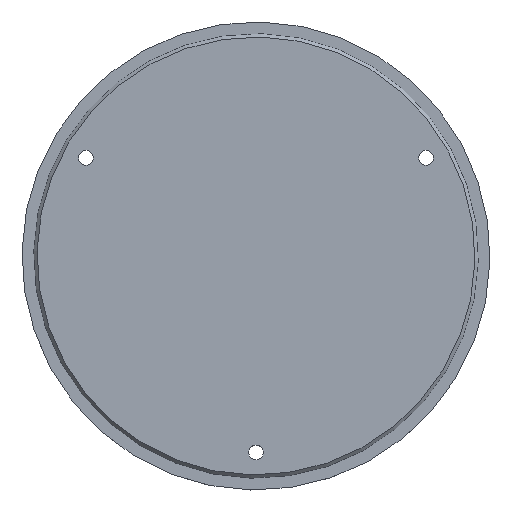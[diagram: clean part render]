
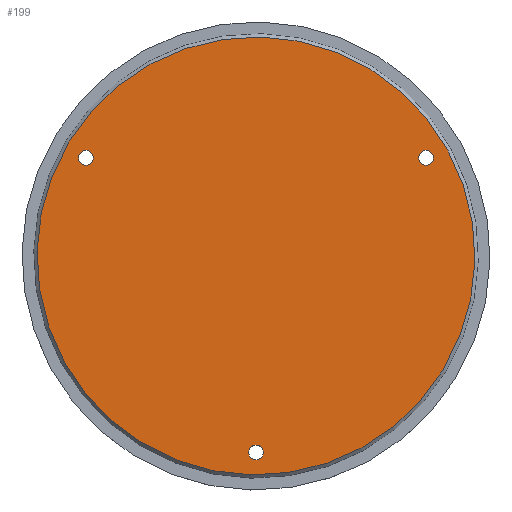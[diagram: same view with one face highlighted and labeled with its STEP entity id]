
A CAD part, top view. The second image highlights one B-rep face of the part: STEP entity #199.
In plain terms, the highlighted planar face has unit normal (0, 0, 1).
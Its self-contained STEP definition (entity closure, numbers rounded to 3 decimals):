
#98=CARTESIAN_POINT('Axis2P3D Location',(0.,-60.,8.5)) ;
#102=CARTESIAN_POINT('Vertex',(2.25,-60.,8.5)) ;
#104=CARTESIAN_POINT('Vertex',(-2.25,-60.,8.5)) ;
#124=CARTESIAN_POINT('Axis2P3D Location',(0.,-60.,8.5)) ;
#136=CARTESIAN_POINT('Axis2P3D Location',(0.,66.9,8.5)) ;
#141=CARTESIAN_POINT('Axis2P3D Location',(0.,0.,8.5)) ;
#145=CARTESIAN_POINT('Vertex',(32.074,-58.71,8.5)) ;
#147=CARTESIAN_POINT('Vertex',(-32.074,58.71,8.5)) ;
#150=CARTESIAN_POINT('Axis2P3D Location',(0.,0.,8.5)) ;
#163=CARTESIAN_POINT('Axis2P3D Location',(51.962,30.,8.5)) ;
#167=CARTESIAN_POINT('Vertex',(50.837,31.949,8.5)) ;
#169=CARTESIAN_POINT('Vertex',(53.087,28.051,8.5)) ;
#172=CARTESIAN_POINT('Axis2P3D Location',(51.962,30.,8.5)) ;
#181=CARTESIAN_POINT('Axis2P3D Location',(-51.962,30.,8.5)) ;
#185=CARTESIAN_POINT('Vertex',(-53.087,28.051,8.5)) ;
#187=CARTESIAN_POINT('Vertex',(-50.837,31.949,8.5)) ;
#190=CARTESIAN_POINT('Axis2P3D Location',(-51.962,30.,8.5)) ;
#99=DIRECTION('Axis2P3D Direction',(0.,-0.,1.)) ;
#125=DIRECTION('Axis2P3D Direction',(0.,-0.,1.)) ;
#137=DIRECTION('Axis2P3D Direction',(0.,0.,1.)) ;
#138=DIRECTION('Axis2P3D XDirection',(1.,0.,0.)) ;
#142=DIRECTION('Axis2P3D Direction',(0.,0.,1.)) ;
#151=DIRECTION('Axis2P3D Direction',(0.,0.,1.)) ;
#164=DIRECTION('Axis2P3D Direction',(0.,0.,1.)) ;
#173=DIRECTION('Axis2P3D Direction',(0.,0.,1.)) ;
#182=DIRECTION('Axis2P3D Direction',(0.,0.,1.)) ;
#191=DIRECTION('Axis2P3D Direction',(0.,0.,1.)) ;
#100=AXIS2_PLACEMENT_3D('Circle Axis2P3D',#98,#99,$) ;
#126=AXIS2_PLACEMENT_3D('Circle Axis2P3D',#124,#125,$) ;
#139=AXIS2_PLACEMENT_3D('Plane Axis2P3D',#136,#137,#138) ;
#143=AXIS2_PLACEMENT_3D('Circle Axis2P3D',#141,#142,$) ;
#152=AXIS2_PLACEMENT_3D('Circle Axis2P3D',#150,#151,$) ;
#165=AXIS2_PLACEMENT_3D('Circle Axis2P3D',#163,#164,$) ;
#174=AXIS2_PLACEMENT_3D('Circle Axis2P3D',#172,#173,$) ;
#183=AXIS2_PLACEMENT_3D('Circle Axis2P3D',#181,#182,$) ;
#192=AXIS2_PLACEMENT_3D('Circle Axis2P3D',#190,#191,$) ;
#156=ORIENTED_EDGE('',*,*,#149,.T.) ;
#157=ORIENTED_EDGE('',*,*,#154,.T.) ;
#160=ORIENTED_EDGE('',*,*,#106,.F.) ;
#161=ORIENTED_EDGE('',*,*,#128,.F.) ;
#178=ORIENTED_EDGE('',*,*,#171,.F.) ;
#179=ORIENTED_EDGE('',*,*,#176,.F.) ;
#196=ORIENTED_EDGE('',*,*,#189,.F.) ;
#197=ORIENTED_EDGE('',*,*,#194,.F.) ;
#162=FACE_BOUND('',#159,.T.) ;
#180=FACE_BOUND('',#177,.T.) ;
#198=FACE_BOUND('',#195,.T.) ;
#199=ADVANCED_FACE('Corps principal',(#158,#162,#180,#198),#140,.T.) ;
#101=CIRCLE('generated circle',#100,2.25) ;
#127=CIRCLE('generated circle',#126,2.25) ;
#144=CIRCLE('generated circle',#143,66.9) ;
#153=CIRCLE('generated circle',#152,66.9) ;
#166=CIRCLE('generated circle',#165,2.25) ;
#175=CIRCLE('generated circle',#174,2.25) ;
#184=CIRCLE('generated circle',#183,2.25) ;
#193=CIRCLE('generated circle',#192,2.25) ;
#106=EDGE_CURVE('',#103,#105,#101,.T.) ;
#128=EDGE_CURVE('',#105,#103,#127,.T.) ;
#149=EDGE_CURVE('',#146,#148,#144,.T.) ;
#154=EDGE_CURVE('',#148,#146,#153,.T.) ;
#171=EDGE_CURVE('',#168,#170,#166,.T.) ;
#176=EDGE_CURVE('',#170,#168,#175,.T.) ;
#189=EDGE_CURVE('',#186,#188,#184,.T.) ;
#194=EDGE_CURVE('',#188,#186,#193,.T.) ;
#155=EDGE_LOOP('',(#156,#157)) ;
#159=EDGE_LOOP('',(#160,#161)) ;
#177=EDGE_LOOP('',(#178,#179)) ;
#195=EDGE_LOOP('',(#196,#197)) ;
#158=FACE_OUTER_BOUND('',#155,.T.) ;
#140=PLANE('',#139) ;
#103=VERTEX_POINT('',#102) ;
#105=VERTEX_POINT('',#104) ;
#146=VERTEX_POINT('',#145) ;
#148=VERTEX_POINT('',#147) ;
#168=VERTEX_POINT('',#167) ;
#170=VERTEX_POINT('',#169) ;
#186=VERTEX_POINT('',#185) ;
#188=VERTEX_POINT('',#187) ;
